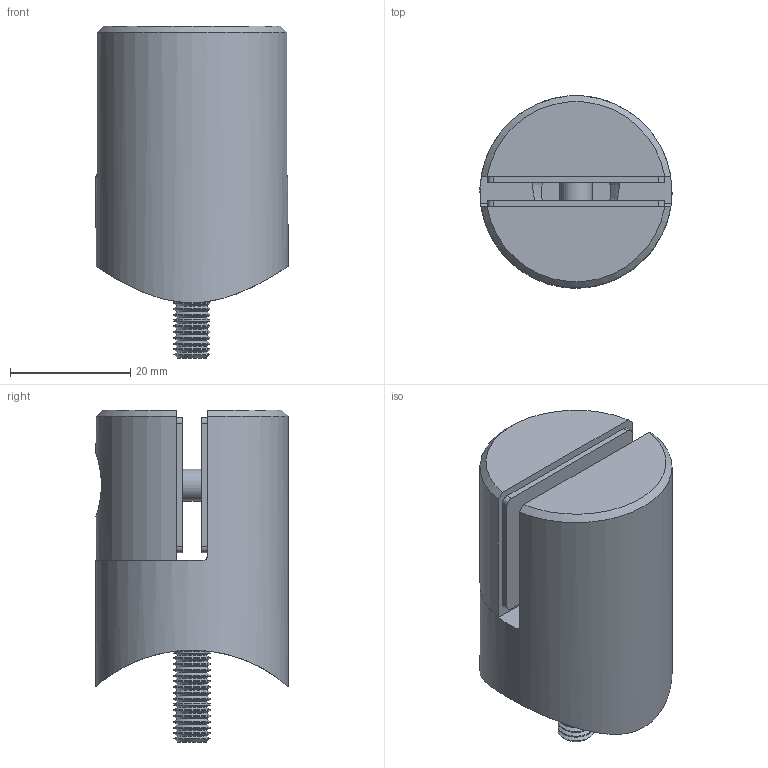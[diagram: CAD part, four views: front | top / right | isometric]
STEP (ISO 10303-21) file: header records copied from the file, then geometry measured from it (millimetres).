
FILE_DESCRIPTION (( 'STEP AP203' ), '1' );
FILE_NAME ('55350-240-48.step', '2021-11-26T08:04:20', ( '' ), ( '' ), 'SwSTEP 2.0', 'SolidWorks 2018', '' );
FILE_SCHEMA (( 'CONFIG_CONTROL_DESIGN' ));
Length unit declared in the file: millimetre
Products named in the file (13): 55350-240-48; 5533X-240 Teil1_55350-240-48 Teil1; 5533x-240 Teil3_55350-240-XX Teil3; 5533x-240 Teil3; DIN 912 M6x18; socket countersunk head screw_din; 5533X-240 Teil2_55350-240-XX Teil2; socket countersunk head screw_din_DIN 7991 - M6 x 25 --- 25S; 5533X-240 Teil1; DIN 912 M6x18_DIN 912 M6x18; 5533X-240 Teil2
Assembly tree (8 placements, depth 2):
  55350-240-48
    5533X-240 Teil1
    DIN 912 M6x18
  5533x-240 Teil3
  5533x-240 Teil3
  55350-240-48
    5533X-240 Teil1_55350-240-48 Teil1
    5533x-240 Teil3_55350-240-XX Teil3  x2
    5533X-240 Teil2_55350-240-XX Teil2
    socket countersunk head screw_din_DIN 7991 - M6 x 25 --- 25S
    DIN 912 M6x18_DIN 912 M6x18
  socket countersunk head screw_din
Bounding box: 31.98 x 32 x 55.28 mm (x, y, z)
Volume: 26653.9 mm3; surface area: 13813.6 mm2
Topology: 6 solids, 6 shells, 442 faces, 1091 edges, 702 vertices
Faces by surface type: plane 203, bspline 127, cylinder 55, cone 51, torus 6
Full cylindrical faces by diameter (mm): 4 x8, 5 x1, 5.35 x1, 6 x22, 6.5 x1, 6.6 x1, 7 x2, 10 x1, 10.584 x1, 11.57 x1, 24 x1, 32 x1
Entity records: 21097 total; most frequent: CARTESIAN_POINT 11022, ORIENTED_EDGE 1902, DIRECTION 1423, EDGE_CURVE 951, VERTEX_POINT 664, EDGE_LOOP 559, LINE 547, VECTOR 547
